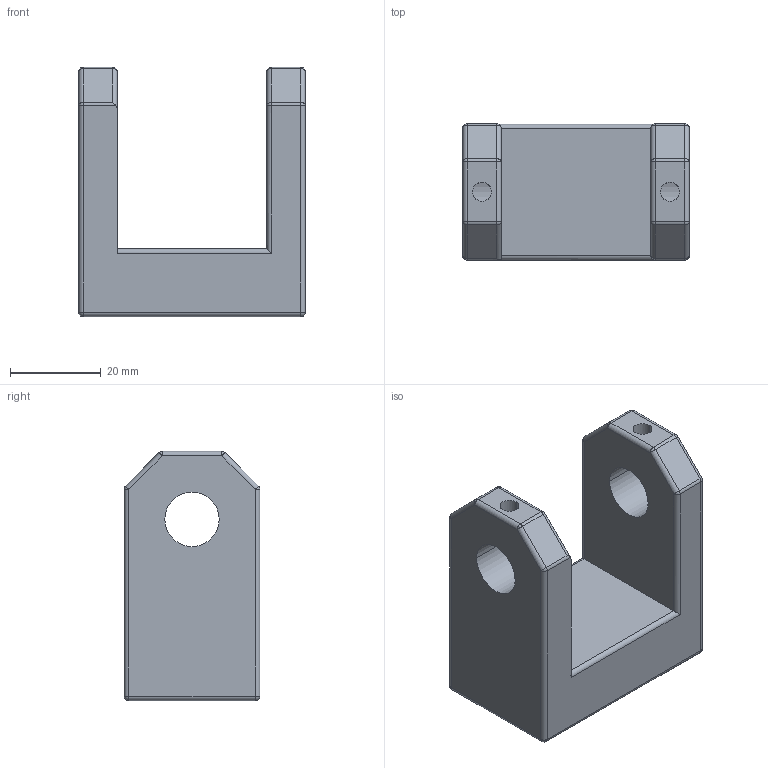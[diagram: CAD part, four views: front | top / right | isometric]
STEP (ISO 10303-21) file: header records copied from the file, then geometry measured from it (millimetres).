
FILE_DESCRIPTION(('CATIA V5 STEP Exchange'),'2;1');
FILE_NAME('VSOTR1100-Y007 - Al - 30 Pcs.stp','2022-11-22T10:55:32+00:00',('none'),('none'),'CATIA Version 5 Release 21 GA (IN-10)','CATIA V5 STEP AP214','none');
FILE_SCHEMA(('AUTOMOTIVE_DESIGN { 1 0 10303 214 1 1 1 1 }'));
Length unit declared in the file: millimetre
Products named in the file (1): VSOTR1100-Y007
Bounding box: 50 x 30 x 55 mm (x, y, z)
Volume: 39024.9 mm3; surface area: 11611 mm2
Topology: 1 solids, 1 shells, 80 faces, 187 edges, 92 vertices
Faces by surface type: cylinder 45, sphere 19, plane 16
Entity records: 2075 total; most frequent: CARTESIAN_POINT 420, ORIENTED_EDGE 336, DIRECTION 301, EDGE_CURVE 168, AXIS2_PLACEMENT_3D 150, VERTEX_POINT 92, EDGE_LOOP 90, VECTOR 81
